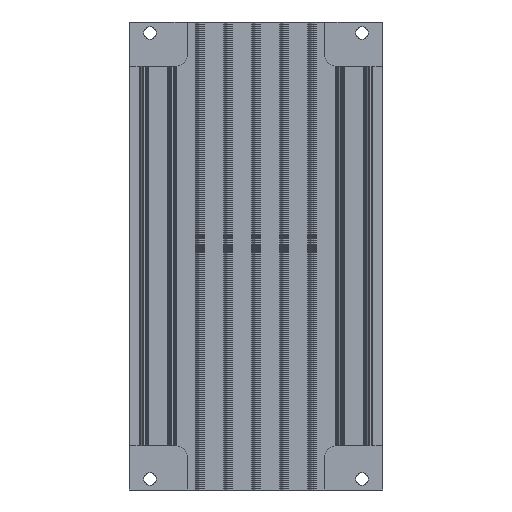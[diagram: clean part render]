
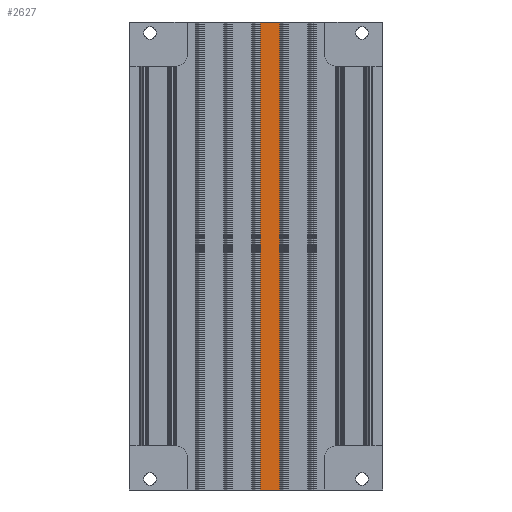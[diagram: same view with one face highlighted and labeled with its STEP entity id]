
A CAD part, front view. The second image highlights one B-rep face of the part: STEP entity #2627.
In plain terms, the highlighted planar face has unit normal (0, -1, 0).
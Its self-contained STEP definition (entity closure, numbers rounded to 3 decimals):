
#2627=ADVANCED_FACE('',(#12843),#12845,.T.);
#12843=FACE_BOUND('',#12844,.T.);
#12844=EDGE_LOOP('',(#22717,#22718,#22719,#22720));
#12845=PLANE('',#12846);
#12846=AXIS2_PLACEMENT_3D('',#12847,#12848,#12849);
#12847=CARTESIAN_POINT('',(-122.3,-7.,0.));
#12848=DIRECTION('',(0.,-1.,0.));
#12849=DIRECTION('',(1.,0.,0.));
#22717=ORIENTED_EDGE('',*,*,#27447,.T.);
#22718=ORIENTED_EDGE('',*,*,#29027,.F.);
#22719=ORIENTED_EDGE('',*,*,#26661,.T.);
#22720=ORIENTED_EDGE('',*,*,#29026,.F.);
#26661=EDGE_CURVE('',#30531,#30529,#30532,.T.);
#27447=EDGE_CURVE('',#32100,#32098,#32101,.F.);
#29026=EDGE_CURVE('',#32100,#30529,#34984,.T.);
#29027=EDGE_CURVE('',#30531,#32098,#34985,.T.);
#30529=VERTEX_POINT('',#37101);
#30531=VERTEX_POINT('',#37105);
#30532=LINE('',#37106,#37107);
#32098=VERTEX_POINT('',#40254);
#32100=VERTEX_POINT('',#40258);
#32101=LINE('',#40259,#40260);
#34984=LINE('',#46324,#46325);
#34985=LINE('',#46327,#46328);
#37101=CARTESIAN_POINT('',(-43.7,-7.,0.));
#37105=CARTESIAN_POINT('',(-50.7,-7.,0.));
#37106=CARTESIAN_POINT('',(-50.7,-7.,0.));
#37107=VECTOR('',#37108,1.);
#37108=DIRECTION('',(1.,0.,0.));
#40254=CARTESIAN_POINT('',(-50.7,-7.,170.));
#40258=CARTESIAN_POINT('',(-43.7,-7.,170.));
#40259=CARTESIAN_POINT('',(-50.7,-7.,170.));
#40260=VECTOR('',#40261,1.);
#40261=DIRECTION('',(1.,0.,0.));
#46324=CARTESIAN_POINT('',(-43.7,-7.,170.));
#46325=VECTOR('',#46326,1.);
#46326=DIRECTION('',(0.,0.,-1.));
#46327=CARTESIAN_POINT('',(-50.7,-7.,0.));
#46328=VECTOR('',#46329,1.);
#46329=DIRECTION('',(0.,0.,1.));
